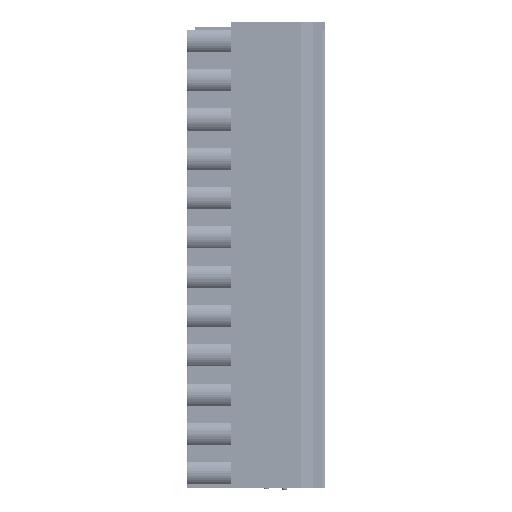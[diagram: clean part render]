
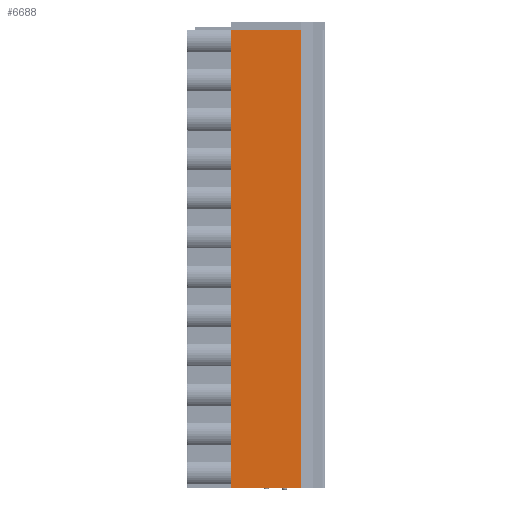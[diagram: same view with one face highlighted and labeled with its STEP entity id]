
A CAD part, front view. The second image highlights one B-rep face of the part: STEP entity #6688.
In plain terms, the highlighted planar face has unit normal (0, -1, 0).
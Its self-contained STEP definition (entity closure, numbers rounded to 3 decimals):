
#3659=B_SPLINE_CURVE_WITH_KNOTS('',3,(#146904,#146905,#146906,#146907),
 .UNSPECIFIED.,.F.,.F.,(4,4),(0.,1.),.UNSPECIFIED.);
#3662=B_SPLINE_CURVE_WITH_KNOTS('',3,(#147104,#147105,#147106,#147107),
 .UNSPECIFIED.,.F.,.F.,(4,4),(0.,1.),.UNSPECIFIED.);
#6688=ADVANCED_FACE('',(#14816),#11410,.T.);
#11410=PLANE('',#96750);
#14816=FACE_OUTER_BOUND('',#20350,.T.);
#20350=EDGE_LOOP('',(#40291,#40292,#40293,#40294,#40295));
#40291=ORIENTED_EDGE('',*,*,#69486,.T.);
#40292=ORIENTED_EDGE('',*,*,#63745,.T.);
#40293=ORIENTED_EDGE('',*,*,#69492,.F.);
#40294=ORIENTED_EDGE('',*,*,#69380,.F.);
#40295=ORIENTED_EDGE('',*,*,#69467,.F.);
#55317=VERTEX_POINT('',#131871);
#55318=VERTEX_POINT('',#131873);
#58736=VERTEX_POINT('',#146238);
#58886=VERTEX_POINT('',#146897);
#58939=VERTEX_POINT('',#147108);
#63745=EDGE_CURVE('',#55318,#55317,#76984,.T.);
#69380=EDGE_CURVE('',#58736,#58886,#3659,.T.);
#69467=EDGE_CURVE('',#58939,#58736,#3662,.T.);
#69486=EDGE_CURVE('',#58939,#55318,#81253,.T.);
#69492=EDGE_CURVE('',#58886,#55317,#81258,.T.);
#76984=LINE('',#131872,#85356);
#81253=LINE('',#147133,#89718);
#81258=LINE('',#147144,#89723);
#85356=VECTOR('',#103580,1.);
#89718=VECTOR('',#114382,1.);
#89723=VECTOR('',#114397,1.);
#96750=AXIS2_PLACEMENT_3D('',#147145,#114398,#114399);
#103580=DIRECTION('',(1.,0.,0.));
#114382=DIRECTION('',(0.,0.,-1.));
#114397=DIRECTION('',(0.,0.,-1.));
#114398=DIRECTION('',(0.,-1.,0.));
#114399=DIRECTION('',(-1.,0.,0.));
#131871=CARTESIAN_POINT('',(-4.65,-13.766,-13.955));
#131872=CARTESIAN_POINT('',(-18.05,-13.766,-13.955));
#131873=CARTESIAN_POINT('',(-18.05,-13.766,-13.955));
#146238=CARTESIAN_POINT('',(-18.,-13.766,73.545));
#146897=CARTESIAN_POINT('',(-4.65,-13.766,73.545));
#146904=CARTESIAN_POINT('',(-18.,-13.766,73.545));
#146905=CARTESIAN_POINT('',(-13.55,-13.766,73.545));
#146906=CARTESIAN_POINT('',(-9.1,-13.766,73.545));
#146907=CARTESIAN_POINT('',(-4.65,-13.766,73.545));
#147104=CARTESIAN_POINT('',(-18.05,-13.766,73.545));
#147105=CARTESIAN_POINT('',(-18.033,-13.766,73.545));
#147106=CARTESIAN_POINT('',(-18.017,-13.766,73.545));
#147107=CARTESIAN_POINT('',(-18.,-13.766,73.545));
#147108=CARTESIAN_POINT('',(-18.05,-13.766,73.545));
#147133=CARTESIAN_POINT('',(-18.05,-13.766,-31.455));
#147144=CARTESIAN_POINT('',(-4.65,-13.766,-31.455));
#147145=CARTESIAN_POINT('',(-18.05,-13.766,-31.455));
